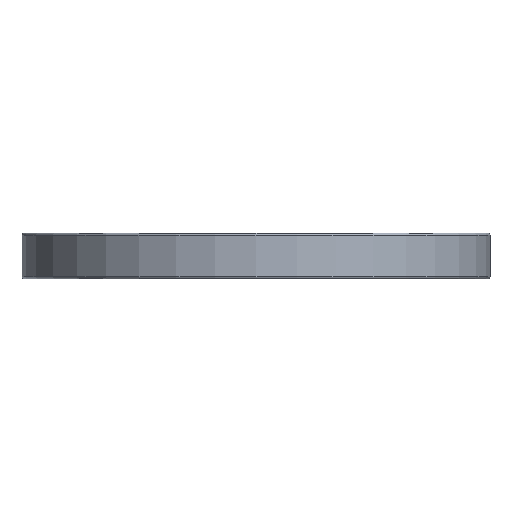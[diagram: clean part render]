
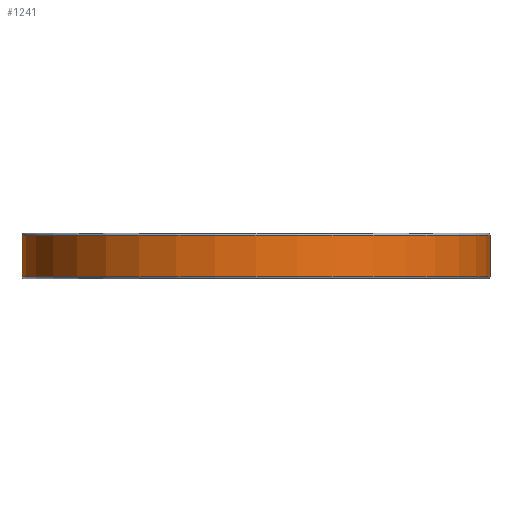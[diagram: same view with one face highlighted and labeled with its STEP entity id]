
A CAD part, front view. The second image highlights one B-rep face of the part: STEP entity #1241.
In plain terms, the highlighted cylindrical face has radius 102 mm (diameter 204 mm), a partial arc.
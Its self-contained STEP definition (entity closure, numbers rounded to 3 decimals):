
#106 = VERTEX_POINT ( 'NONE', #176 ) ;
#176 = CARTESIAN_POINT ( 'NONE',  ( 102., 0., 19. ) ) ;
#199 = CARTESIAN_POINT ( 'NONE',  ( 0., 0., 20. ) ) ;
#272 = CARTESIAN_POINT ( 'NONE',  ( 0., 0., 19. ) ) ;
#317 = LINE ( 'NONE', #751, #1764 ) ;
#365 = ORIENTED_EDGE ( 'NONE', *, *, #632, .T. ) ;
#539 = DIRECTION ( 'NONE',  ( 0., 0., -1. ) ) ;
#560 = CARTESIAN_POINT ( 'NONE',  ( -102., 0., 20. ) ) ;
#566 = DIRECTION ( 'NONE',  ( 0., 0., -1. ) ) ;
#589 = AXIS2_PLACEMENT_3D ( 'NONE', #199, #1031, #758 ) ;
#632 = EDGE_CURVE ( 'NONE', #1076, #1108, #1609, .T. ) ;
#650 = AXIS2_PLACEMENT_3D ( 'NONE', #272, #566, #1720 ) ;
#672 = VERTEX_POINT ( 'NONE', #1690 ) ;
#751 = CARTESIAN_POINT ( 'NONE',  ( 102., 0., 20. ) ) ;
#758 = DIRECTION ( 'NONE',  ( -1., 0., 0. ) ) ;
#775 = ORIENTED_EDGE ( 'NONE', *, *, #1737, .T. ) ;
#807 = DIRECTION ( 'NONE',  ( 0., 0., 1. ) ) ;
#829 = AXIS2_PLACEMENT_3D ( 'NONE', #1355, #807, #1808 ) ;
#886 = CIRCLE ( 'NONE', #650, 102. ) ;
#1031 = DIRECTION ( 'NONE',  ( 0., 0., -1. ) ) ;
#1041 = FACE_OUTER_BOUND ( 'NONE', #1286, .T. ) ;
#1076 = VERTEX_POINT ( 'NONE', #1719 ) ;
#1108 = VERTEX_POINT ( 'NONE', #1136 ) ;
#1136 = CARTESIAN_POINT ( 'NONE',  ( -102., 0., 1. ) ) ;
#1219 = EDGE_CURVE ( 'NONE', #106, #1076, #886, .T. ) ;
#1241 = ADVANCED_FACE ( 'NONE', ( #1041 ), #1490, .T. ) ;
#1264 = ORIENTED_EDGE ( 'NONE', *, *, #1219, .T. ) ;
#1286 = EDGE_LOOP ( 'NONE', ( #1781, #1264, #365, #775 ) ) ;
#1319 = DIRECTION ( 'NONE',  ( 0., 0., -1. ) ) ;
#1340 = VECTOR ( 'NONE', #539, 1000. ) ;
#1355 = CARTESIAN_POINT ( 'NONE',  ( 0., 0., 1. ) ) ;
#1490 = CYLINDRICAL_SURFACE ( 'NONE', #589, 102. ) ;
#1594 = EDGE_CURVE ( 'NONE', #106, #672, #317, .T. ) ;
#1609 = LINE ( 'NONE', #560, #1340 ) ;
#1677 = CIRCLE ( 'NONE', #829, 102. ) ;
#1690 = CARTESIAN_POINT ( 'NONE',  ( 102., 0., 1. ) ) ;
#1719 = CARTESIAN_POINT ( 'NONE',  ( -102., 0., 19. ) ) ;
#1720 = DIRECTION ( 'NONE',  ( 1., 0., 0. ) ) ;
#1737 = EDGE_CURVE ( 'NONE', #1108, #672, #1677, .T. ) ;
#1764 = VECTOR ( 'NONE', #1319, 1000. ) ;
#1781 = ORIENTED_EDGE ( 'NONE', *, *, #1594, .F. ) ;
#1808 = DIRECTION ( 'NONE',  ( 1., 0., 0. ) ) ;
